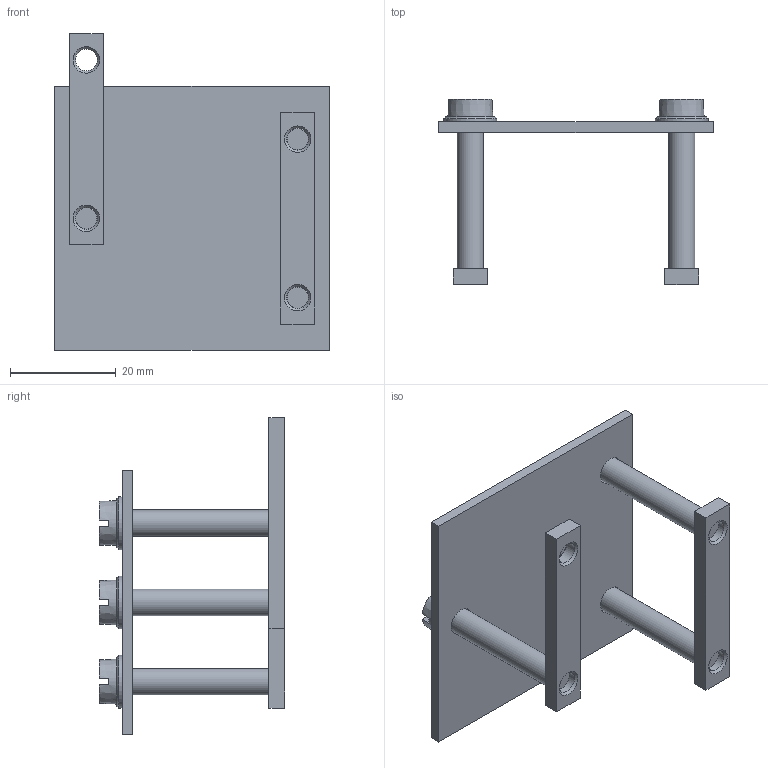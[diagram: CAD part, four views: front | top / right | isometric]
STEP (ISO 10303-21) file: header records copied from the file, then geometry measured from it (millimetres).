
FILE_DESCRIPTION(/* description */ ('STEP AP214'),/* implementation_level */ '2;1');
FILE_NAME(/* name */ '187388_ZVB-8-24',/* time_stamp */ '2024-09-18T14:34:21+02:00',/* author */ ('License CC BY-ND 4.0'),/* organization */ ('CADENAS'),/* preprocessor_version */ 'ST-DEVELOPER v19.3',/* originating_system */ 'PARTsolutions',/* authorisation */ ' ');
FILE_SCHEMA (('AUTOMOTIVE_DESIGN {1 0 10303 214 3 1 1}'));
Length unit declared in the file: millimetre
Products named in the file (5): 187388 ZVB-8-24; 187388 ZVB-8-24---(Platte); 187388 ZVB-8-24---(Nutenstein); DIN-125B-1 -5.3(F); DIN-84 - M5x30
Assembly tree (9 placements, depth 2):
  187388 ZVB-8-24
    187388 ZVB-8-24---(Platte)
    187388 ZVB-8-24---(Nutenstein)  x2
    DIN-125B-1 -5.3(F)  x3
    DIN-84 - M5x30  x3
Bounding box: 52 x 35.1 x 60 mm (x, y, z)
Volume: 8837.2 mm3; surface area: 9702.1 mm2
Topology: 9 solids, 9 shells, 87 faces, 175 edges, 109 vertices
Faces by surface type: plane 45, cone 23, cylinder 16, torus 3
Full cylindrical faces by diameter (mm): 4.134 x4, 5 x3, 5.3 x6, 10 x3
Entity records: 1130 total; most frequent: DIRECTION 186, CARTESIAN_POINT 173, ORIENTED_EDGE 124, AXIS2_PLACEMENT_3D 79, EDGE_LOOP 70, FACE_BOUND 70, EDGE_CURVE 62, VERTEX_POINT 50
